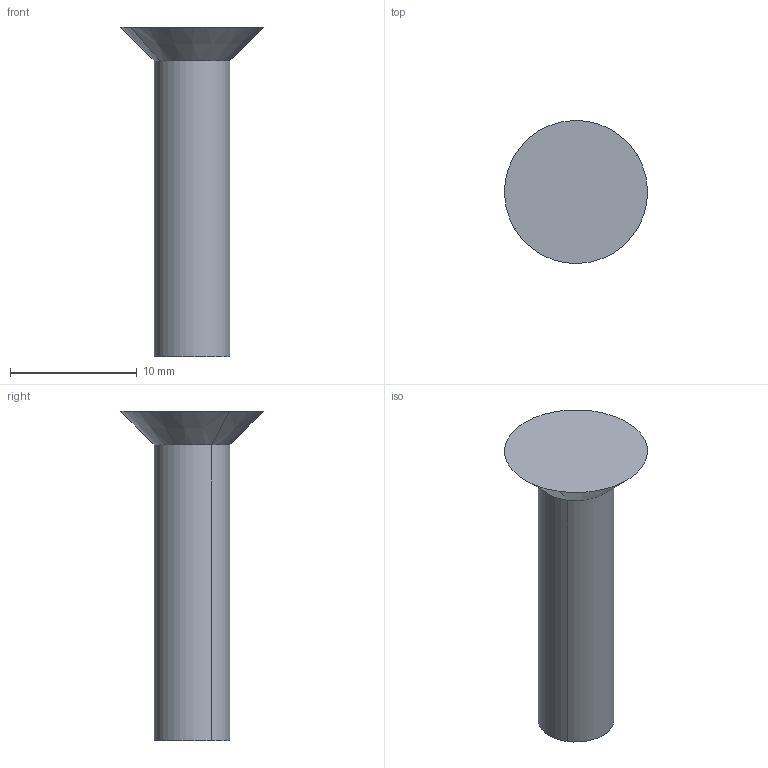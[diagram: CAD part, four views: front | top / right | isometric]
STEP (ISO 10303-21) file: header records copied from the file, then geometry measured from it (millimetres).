
FILE_DESCRIPTION(('CoCreate Modeling STEP Export'),'2;1');
FILE_NAME('m64.stp','2011-05-24T12:41:59',(''),(''),'CoCreate Modeling STEP processor for AP214 (Solid Model)','CoCreate Modeling 18.0P1120 20-Nov-2010 (C) Parametric Technology GmbH','');
FILE_SCHEMA(('AUTOMOTIVE_DESIGN { 1 0 10303 214 1 1 1 1 }'));
Length unit declared in the file: millimetre
Products named in the file (1): BODY_32____SOL334_-_WSP__MASTER.PRT
Bounding box: 11.3 x 11.3 x 26 mm (x, y, z)
Volume: 820.8 mm3; surface area: 670.5 mm2
Topology: 1 solids, 1 shells, 6 faces, 10 edges, 6 vertices
Faces by surface type: cylinder 2, plane 2, cone 2
Entity records: 151 total; most frequent: DIRECTION 24, CARTESIAN_POINT 20, ORIENTED_EDGE 20, AXIS2_PLACEMENT_3D 10, EDGE_CURVE 10, VERTEX_POINT 6, EDGE_LOOP 6, FACE_OUTER_BOUND 6
